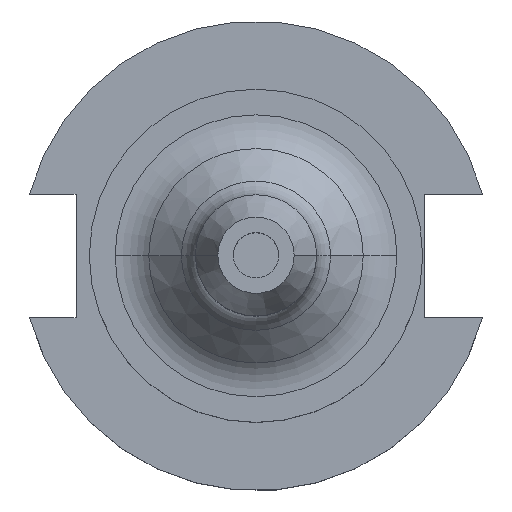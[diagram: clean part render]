
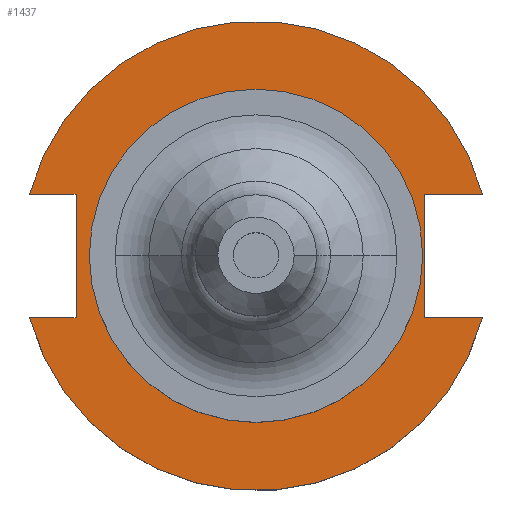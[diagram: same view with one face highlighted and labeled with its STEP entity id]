
A CAD part, top view. The second image highlights one B-rep face of the part: STEP entity #1437.
In plain terms, the highlighted planar face has unit normal (0, 0, 1).
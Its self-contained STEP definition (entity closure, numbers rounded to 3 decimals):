
#18 = DIRECTION ( 'NONE',  ( 1., 0., 0. ) ) ;
#55 = EDGE_LOOP ( 'NONE', ( #1229, #748, #580, #178, #1212, #1469, #419, #1698 ) ) ;
#65 = CARTESIAN_POINT ( 'NONE',  ( 35.306, 12.954, 19.05 ) ) ;
#102 = FACE_BOUND ( 'NONE', #672, .T. ) ;
#107 = CARTESIAN_POINT ( 'NONE',  ( 35.306, -12.954, 19.05 ) ) ;
#118 = DIRECTION ( 'NONE',  ( 1., 0., 0. ) ) ;
#134 = VERTEX_POINT ( 'NONE', #833 ) ;
#137 = CIRCLE ( 'NONE', #773, 34.925 ) ;
#139 = VECTOR ( 'NONE', #610, 1000. ) ;
#143 = PLANE ( 'NONE',  #1033 ) ;
#155 = VECTOR ( 'NONE', #925, 1000. ) ;
#178 = ORIENTED_EDGE ( 'NONE', *, *, #760, .F. ) ;
#182 = EDGE_CURVE ( 'NONE', #347, #1727, #1590, .T. ) ;
#212 = CARTESIAN_POINT ( 'NONE',  ( 0., 49.212, 19.05 ) ) ;
#235 = EDGE_CURVE ( 'NONE', #763, #1083, #1450, .T. ) ;
#236 = VERTEX_POINT ( 'NONE', #1379 ) ;
#242 = CARTESIAN_POINT ( 'NONE',  ( 0., 0., 19.05 ) ) ;
#249 = DIRECTION ( 'NONE',  ( 0., 0., 1. ) ) ;
#252 = DIRECTION ( 'NONE',  ( 1., 0., 0. ) ) ;
#255 = DIRECTION ( 'NONE',  ( -1., 0., 0. ) ) ;
#259 = DIRECTION ( 'NONE',  ( 0., 0., 1. ) ) ;
#264 = DIRECTION ( 'NONE',  ( 1., 0., 0. ) ) ;
#347 = VERTEX_POINT ( 'NONE', #65 ) ;
#353 = CARTESIAN_POINT ( 'NONE',  ( -47.477, -12.954, 19.05 ) ) ;
#418 = ORIENTED_EDGE ( 'NONE', *, *, #732, .F. ) ;
#419 = ORIENTED_EDGE ( 'NONE', *, *, #808, .F. ) ;
#433 = CARTESIAN_POINT ( 'NONE',  ( -63.719, 12.954, 19.05 ) ) ;
#455 = CARTESIAN_POINT ( 'NONE',  ( 35.306, 12.954, 19.05 ) ) ;
#462 = AXIS2_PLACEMENT_3D ( 'NONE', #1656, #1740, #18 ) ;
#480 = CARTESIAN_POINT ( 'NONE',  ( -37.719, 12.954, 19.05 ) ) ;
#484 = VERTEX_POINT ( 'NONE', #1646 ) ;
#498 = CARTESIAN_POINT ( 'NONE',  ( 0., 0., 19.05 ) ) ;
#501 = DIRECTION ( 'NONE',  ( 0., 0., 1. ) ) ;
#510 = DIRECTION ( 'NONE',  ( 1., 0., 0. ) ) ;
#518 = LINE ( 'NONE', #455, #139 ) ;
#580 = ORIENTED_EDGE ( 'NONE', *, *, #182, .F. ) ;
#610 = DIRECTION ( 'NONE',  ( -1., 0., 0. ) ) ;
#617 = CARTESIAN_POINT ( 'NONE',  ( 47.477, 12.954, 19.05 ) ) ;
#622 = CARTESIAN_POINT ( 'NONE',  ( -37.719, 12.954, 19.05 ) ) ;
#656 = VERTEX_POINT ( 'NONE', #912 ) ;
#672 = EDGE_LOOP ( 'NONE', ( #1343, #418 ) ) ;
#686 = CIRCLE ( 'NONE', #1291, 49.212 ) ;
#732 = EDGE_CURVE ( 'NONE', #134, #484, #971, .T. ) ;
#748 = ORIENTED_EDGE ( 'NONE', *, *, #1322, .F. ) ;
#760 = EDGE_CURVE ( 'NONE', #770, #347, #518, .T. ) ;
#763 = VERTEX_POINT ( 'NONE', #480 ) ;
#770 = VERTEX_POINT ( 'NONE', #617 ) ;
#773 = AXIS2_PLACEMENT_3D ( 'NONE', #242, #249, #252 ) ;
#784 = VECTOR ( 'NONE', #255, 1000. ) ;
#808 = EDGE_CURVE ( 'NONE', #656, #763, #1201, .T. ) ;
#833 = CARTESIAN_POINT ( 'NONE',  ( -34.925, 0., 19.05 ) ) ;
#849 = FACE_OUTER_BOUND ( 'NONE', #55, .T. ) ;
#900 = LINE ( 'NONE', #1050, #1533 ) ;
#912 = CARTESIAN_POINT ( 'NONE',  ( -37.719, -12.954, 19.05 ) ) ;
#925 = DIRECTION ( 'NONE',  ( 0., -1., 0. ) ) ;
#941 = VERTEX_POINT ( 'NONE', #353 ) ;
#971 = CIRCLE ( 'NONE', #1282, 34.925 ) ;
#1018 = VECTOR ( 'NONE', #118, 1000. ) ;
#1026 = DIRECTION ( 'NONE',  ( 0., 1., 0. ) ) ;
#1033 = AXIS2_PLACEMENT_3D ( 'NONE', #212, #259, #264 ) ;
#1050 = CARTESIAN_POINT ( 'NONE',  ( -63.719, -12.954, 19.05 ) ) ;
#1083 = VERTEX_POINT ( 'NONE', #1126 ) ;
#1087 = CARTESIAN_POINT ( 'NONE',  ( 0., 0., 19.05 ) ) ;
#1098 = CARTESIAN_POINT ( 'NONE',  ( 35.306, -12.954, 19.05 ) ) ;
#1105 = DIRECTION ( 'NONE',  ( 1., 0., 0. ) ) ;
#1113 = DIRECTION ( 'NONE',  ( 0., 0., 1. ) ) ;
#1126 = CARTESIAN_POINT ( 'NONE',  ( -47.477, 12.954, 19.05 ) ) ;
#1186 = DIRECTION ( 'NONE',  ( 1., 0., 0. ) ) ;
#1201 = LINE ( 'NONE', #622, #1527 ) ;
#1212 = ORIENTED_EDGE ( 'NONE', *, *, #1572, .T. ) ;
#1229 = ORIENTED_EDGE ( 'NONE', *, *, #1723, .T. ) ;
#1282 = AXIS2_PLACEMENT_3D ( 'NONE', #498, #501, #510 ) ;
#1291 = AXIS2_PLACEMENT_3D ( 'NONE', #1087, #1113, #1105 ) ;
#1322 = EDGE_CURVE ( 'NONE', #1727, #236, #1700, .T. ) ;
#1343 = ORIENTED_EDGE ( 'NONE', *, *, #1427, .F. ) ;
#1379 = CARTESIAN_POINT ( 'NONE',  ( 47.477, -12.954, 19.05 ) ) ;
#1427 = EDGE_CURVE ( 'NONE', #484, #134, #137, .T. ) ;
#1437 = ADVANCED_FACE ( 'NONE', ( #102, #849 ), #143, .T. ) ;
#1450 = LINE ( 'NONE', #433, #784 ) ;
#1469 = ORIENTED_EDGE ( 'NONE', *, *, #235, .F. ) ;
#1489 = CIRCLE ( 'NONE', #462, 49.212 ) ;
#1527 = VECTOR ( 'NONE', #1026, 1000. ) ;
#1533 = VECTOR ( 'NONE', #1186, 1000. ) ;
#1536 = EDGE_CURVE ( 'NONE', #941, #656, #900, .T. ) ;
#1572 = EDGE_CURVE ( 'NONE', #770, #1083, #1489, .T. ) ;
#1590 = LINE ( 'NONE', #1730, #155 ) ;
#1646 = CARTESIAN_POINT ( 'NONE',  ( 34.925, 0., 19.05 ) ) ;
#1656 = CARTESIAN_POINT ( 'NONE',  ( 0., 0., 19.05 ) ) ;
#1698 = ORIENTED_EDGE ( 'NONE', *, *, #1536, .F. ) ;
#1700 = LINE ( 'NONE', #107, #1018 ) ;
#1723 = EDGE_CURVE ( 'NONE', #941, #236, #686, .T. ) ;
#1727 = VERTEX_POINT ( 'NONE', #1098 ) ;
#1730 = CARTESIAN_POINT ( 'NONE',  ( 35.306, 12.954, 19.05 ) ) ;
#1740 = DIRECTION ( 'NONE',  ( 0., 0., 1. ) ) ;
